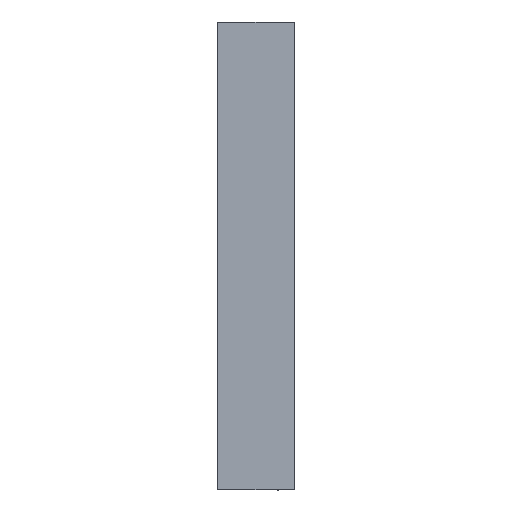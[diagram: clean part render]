
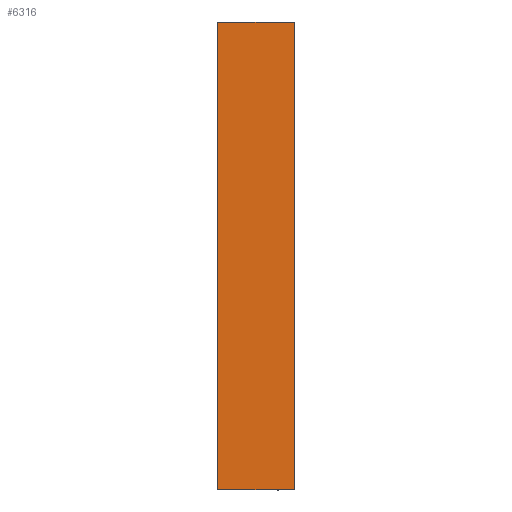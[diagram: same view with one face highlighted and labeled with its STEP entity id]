
A CAD part, front view. The second image highlights one B-rep face of the part: STEP entity #6316.
In plain terms, the highlighted planar face has unit normal (0.011, -1, 0).
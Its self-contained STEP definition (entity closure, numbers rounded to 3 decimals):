
#326=DIRECTION('',(-1.,-0.01,0.));
#327=VECTOR('',#326,65.004);
#328=CARTESIAN_POINT('',(65.,-84.444,400.));
#329=LINE('',#328,#327);
#370=DIRECTION('',(1.,0.01,0.));
#371=VECTOR('',#370,65.004);
#372=CARTESIAN_POINT('',(0.,-85.125,0.));
#373=LINE('',#372,#371);
#414=DIRECTION('',(0.,0.,1.));
#415=VECTOR('',#414,400.);
#416=CARTESIAN_POINT('',(0.,-85.125,0.));
#417=LINE('',#416,#415);
#418=DIRECTION('',(0.,0.,-1.));
#419=VECTOR('',#418,400.);
#420=CARTESIAN_POINT('',(65.,-84.444,400.));
#421=LINE('',#420,#419);
#5560=CARTESIAN_POINT('',(0.,-85.125,0.));
#5561=CARTESIAN_POINT('',(0.,-85.125,400.));
#5562=VERTEX_POINT('',#5560);
#5563=VERTEX_POINT('',#5561);
#5564=CARTESIAN_POINT('',(65.,-84.444,400.));
#5565=CARTESIAN_POINT('',(65.,-84.444,0.));
#5566=VERTEX_POINT('',#5564);
#5567=VERTEX_POINT('',#5565);
#6304=CARTESIAN_POINT('',(2.274,-85.101,0.));
#6305=DIRECTION('',(0.01,-1.,0.));
#6306=DIRECTION('',(1.,0.01,0.));
#6307=AXIS2_PLACEMENT_3D('',#6304,#6305,#6306);
#6308=PLANE('',#6307);
#6309=ORIENTED_EDGE('',*,*,#6280,.F.);
#6311=ORIENTED_EDGE('',*,*,#6310,.T.);
#6312=ORIENTED_EDGE('',*,*,#6238,.F.);
#6313=ORIENTED_EDGE('',*,*,#6268,.T.);
#6314=EDGE_LOOP('',(#6309,#6311,#6312,#6313));
#6315=FACE_OUTER_BOUND('',#6314,.F.);
#6316=ADVANCED_FACE('',(#6315),#6308,.T.);
#6238=EDGE_CURVE('',#5566,#5563,#329,.T.);
#6268=EDGE_CURVE('',#5566,#5567,#421,.T.);
#6280=EDGE_CURVE('',#5562,#5567,#373,.T.);
#6310=EDGE_CURVE('',#5562,#5563,#417,.T.);
